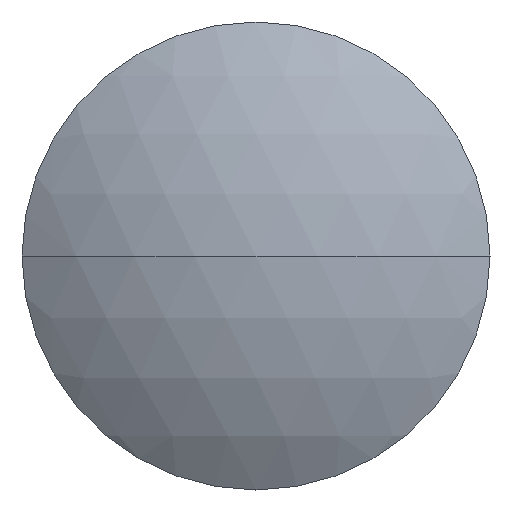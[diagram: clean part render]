
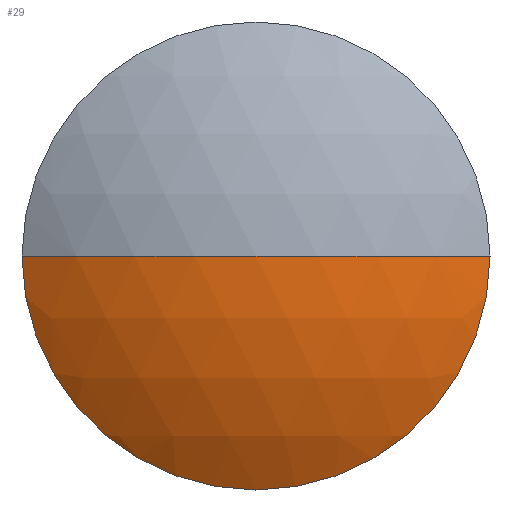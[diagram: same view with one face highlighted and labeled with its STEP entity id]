
A CAD part, left-side view. The second image highlights one B-rep face of the part: STEP entity #29.
In plain terms, the highlighted spherical face has radius 18.167 mm.
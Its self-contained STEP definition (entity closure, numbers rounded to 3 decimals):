
#3 = CIRCLE ( 'NONE', #12, 18.167 ) ;
#12 = AXIS2_PLACEMENT_3D ( 'NONE', #275, #137, #160 ) ;
#17 = ORIENTED_EDGE ( 'NONE', *, *, #305, .T. ) ;
#18 = CIRCLE ( 'NONE', #236, 10. ) ;
#29 = ADVANCED_FACE ( 'NONE', ( #295 ), #155, .T. ) ;
#44 = DIRECTION ( 'NONE',  ( -1., 0., 0. ) ) ;
#47 = EDGE_LOOP ( 'NONE', ( #253, #17, #317, #310 ) ) ;
#52 = DIRECTION ( 'NONE',  ( 1., 0., 0. ) ) ;
#57 = CARTESIAN_POINT ( 'NONE',  ( -2., 0., -10. ) ) ;
#63 = VERTEX_POINT ( 'NONE', #267 ) ;
#88 = EDGE_CURVE ( 'NONE', #63, #148, #3, .T. ) ;
#102 = CIRCLE ( 'NONE', #303, 18.167 ) ;
#117 = DIRECTION ( 'NONE',  ( 0., 0., 1. ) ) ;
#124 = VERTEX_POINT ( 'NONE', #57 ) ;
#131 = EDGE_CURVE ( 'NONE', #147, #148, #102, .T. ) ;
#137 = DIRECTION ( 'NONE',  ( 0., 0., -1. ) ) ;
#147 = VERTEX_POINT ( 'NONE', #304 ) ;
#148 = VERTEX_POINT ( 'NONE', #161 ) ;
#151 = DIRECTION ( 'NONE',  ( 0., 0., -1. ) ) ;
#155 = SPHERICAL_SURFACE ( 'NONE', #159, 18.167 ) ;
#159 = AXIS2_PLACEMENT_3D ( 'NONE', #269, #151, #188 ) ;
#160 = DIRECTION ( 'NONE',  ( 0., 1., 0. ) ) ;
#161 = CARTESIAN_POINT ( 'NONE',  ( -5., 0., 0. ) ) ;
#164 = CARTESIAN_POINT ( 'NONE',  ( 13.167, 0., 0. ) ) ;
#169 = CIRCLE ( 'NONE', #322, 10. ) ;
#188 = DIRECTION ( 'NONE',  ( 0., 1., 0. ) ) ;
#192 = DIRECTION ( 'NONE',  ( 0., 0., 1. ) ) ;
#236 = AXIS2_PLACEMENT_3D ( 'NONE', #306, #284, #117 ) ;
#241 = EDGE_CURVE ( 'NONE', #147, #124, #169, .T. ) ;
#253 = ORIENTED_EDGE ( 'NONE', *, *, #241, .T. ) ;
#267 = CARTESIAN_POINT ( 'NONE',  ( -2., -10., 0. ) ) ;
#269 = CARTESIAN_POINT ( 'NONE',  ( 13.167, 0., 0. ) ) ;
#275 = CARTESIAN_POINT ( 'NONE',  ( 13.167, 0., 0. ) ) ;
#284 = DIRECTION ( 'NONE',  ( -1., 0., 0. ) ) ;
#295 = FACE_OUTER_BOUND ( 'NONE', #47, .T. ) ;
#303 = AXIS2_PLACEMENT_3D ( 'NONE', #164, #192, #52 ) ;
#304 = CARTESIAN_POINT ( 'NONE',  ( -2., 10., 0. ) ) ;
#305 = EDGE_CURVE ( 'NONE', #124, #63, #18, .T. ) ;
#306 = CARTESIAN_POINT ( 'NONE',  ( -2., 0., 0. ) ) ;
#307 = DIRECTION ( 'NONE',  ( 0., 0., 1. ) ) ;
#309 = CARTESIAN_POINT ( 'NONE',  ( -2., 0., 0. ) ) ;
#310 = ORIENTED_EDGE ( 'NONE', *, *, #131, .F. ) ;
#317 = ORIENTED_EDGE ( 'NONE', *, *, #88, .T. ) ;
#322 = AXIS2_PLACEMENT_3D ( 'NONE', #309, #44, #307 ) ;
